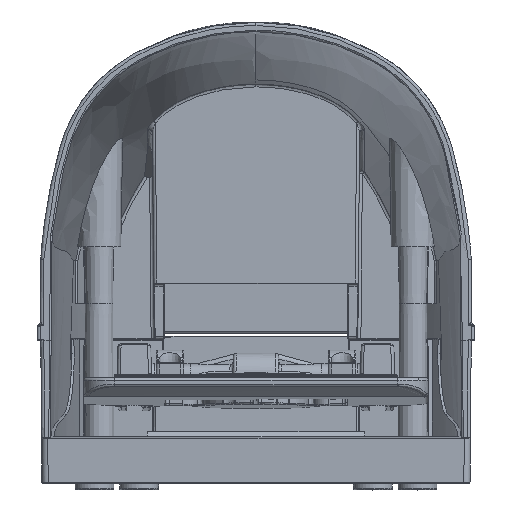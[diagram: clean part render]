
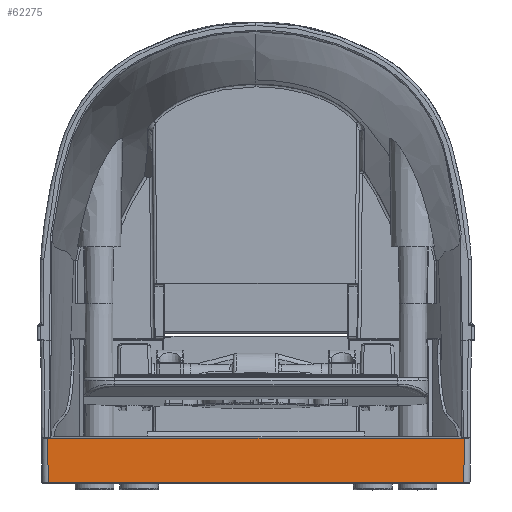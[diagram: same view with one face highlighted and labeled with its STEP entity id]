
A CAD part, left-side view. The second image highlights one B-rep face of the part: STEP entity #62275.
In plain terms, the highlighted planar face has unit normal (-1, 0, 0).
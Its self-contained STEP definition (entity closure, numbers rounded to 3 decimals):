
#224=PLANE('',#66973);
#4289=LINE('',#158102,#7744);
#4393=LINE('',#159587,#7848);
#4439=LINE('',#161226,#7894);
#4461=LINE('',#161449,#7916);
#7744=VECTOR('',#75509,135.411);
#7848=VECTOR('',#75829,14.337);
#7894=VECTOR('',#76075,14.337);
#7916=VECTOR('',#76175,135.161);
#14065=FACE_OUTER_BOUND('',#18060,.T.);
#18060=EDGE_LOOP('',(#43243,#43244,#43245,#43246));
#26113=VERTEX_POINT('',#158099);
#26114=VERTEX_POINT('',#158101);
#26241=VERTEX_POINT('',#159586);
#26302=VERTEX_POINT('',#161140);
#32030=EDGE_CURVE('',#26114,#26113,#4289,.T.);
#32225=EDGE_CURVE('',#26114,#26241,#4393,.T.);
#32351=EDGE_CURVE('',#26302,#26113,#4439,.T.);
#32399=EDGE_CURVE('',#26241,#26302,#4461,.T.);
#43243=ORIENTED_EDGE('',*,*,#32399,.F.);
#43244=ORIENTED_EDGE('',*,*,#32225,.F.);
#43245=ORIENTED_EDGE('',*,*,#32030,.T.);
#43246=ORIENTED_EDGE('',*,*,#32351,.F.);
#62275=ADVANCED_FACE('',(#14065),#224,.F.);
#66973=AXIS2_PLACEMENT_3D('',#161448,#76173,#76174);
#75509=DIRECTION('',(0.,1.,0.));
#75829=DIRECTION('',(0.,0.009,-1.));
#76075=DIRECTION('',(0.,0.009,1.));
#76173=DIRECTION('center_axis',(1.,0.,0.));
#76174=DIRECTION('ref_axis',(0.,1.,0.));
#76175=DIRECTION('',(0.,1.,0.));
#158099=CARTESIAN_POINT('',(-1.,67.706,14.836));
#158101=CARTESIAN_POINT('',(-1.,-67.706,14.836));
#158102=CARTESIAN_POINT('',(-1.,70.088,14.836));
#159586=CARTESIAN_POINT('',(-1.,-67.58,0.5));
#159587=CARTESIAN_POINT('',(-1.,-67.644,7.788));
#161140=CARTESIAN_POINT('',(-1.,67.58,0.5));
#161226=CARTESIAN_POINT('',(-1.,67.644,7.788));
#161448=CARTESIAN_POINT('Origin',(-1.,-69.797,49.));
#161449=CARTESIAN_POINT('',(-1.,-69.797,0.5));
